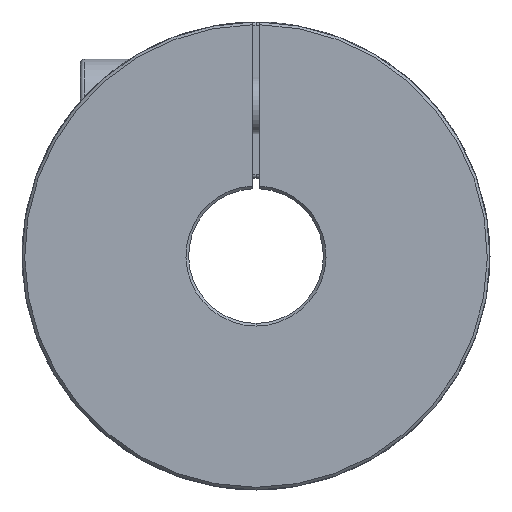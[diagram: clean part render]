
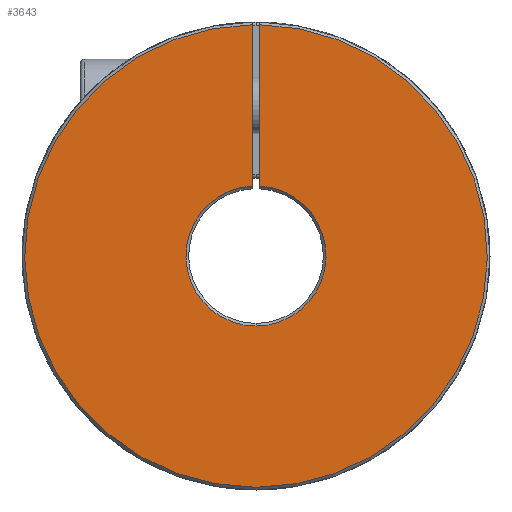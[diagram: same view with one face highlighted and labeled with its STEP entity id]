
A CAD part, left-side view. The second image highlights one B-rep face of the part: STEP entity #3643.
In plain terms, the highlighted planar face has unit normal (-1, 0, 0).
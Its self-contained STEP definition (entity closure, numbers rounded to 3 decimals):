
#55 = CIRCLE ( 'NONE', #9219, 9.881 ) ;
#119 = LINE ( 'NONE', #1368, #125 ) ;
#121 = VECTOR ( 'NONE', #1356, 1000. ) ;
#123 = LINE ( 'NONE', #1355, #121 ) ;
#125 = VECTOR ( 'NONE', #1369, 1000. ) ;
#134 = CIRCLE ( 'NONE', #9261, 9.881 ) ;
#136 = CIRCLE ( 'NONE', #9259, 32.619 ) ;
#1037 = CARTESIAN_POINT ( 'NONE',  ( -31., 0., 0. ) ) ;
#1038 = DIRECTION ( 'NONE',  ( -1., 0., 0. ) ) ;
#1039 = DIRECTION ( 'NONE',  ( 0., 0., -1. ) ) ;
#1355 = CARTESIAN_POINT ( 'NONE',  ( -31., 0.5, 0. ) ) ;
#1356 = DIRECTION ( 'NONE',  ( 0., 0., 1. ) ) ;
#1361 = CARTESIAN_POINT ( 'NONE',  ( -31., 0., 0. ) ) ;
#1362 = DIRECTION ( 'NONE',  ( -1., 0., 0. ) ) ;
#1363 = DIRECTION ( 'NONE',  ( 0., 0., -1. ) ) ;
#1364 = CARTESIAN_POINT ( 'NONE',  ( -31., 0., 0. ) ) ;
#1366 = DIRECTION ( 'NONE',  ( 1., 0., 0. ) ) ;
#1367 = DIRECTION ( 'NONE',  ( 0., 0., -1. ) ) ;
#1368 = CARTESIAN_POINT ( 'NONE',  ( -31., -0.5, 0. ) ) ;
#1369 = DIRECTION ( 'NONE',  ( 0., 0., 1. ) ) ;
#2380 = CARTESIAN_POINT ( 'NONE',  ( -31., -0.5, 32.615 ) ) ;
#2381 = CARTESIAN_POINT ( 'NONE',  ( -31., 0.5, 9.868 ) ) ;
#2382 = CARTESIAN_POINT ( 'NONE',  ( -31., 0.5, 32.615 ) ) ;
#3643 = ADVANCED_FACE ( 'NONE', ( #7595 ), #8815, .T. ) ;
#3924 = VERTEX_POINT ( 'NONE', #9552 ) ;
#3925 = VERTEX_POINT ( 'NONE', #9553 ) ;
#4231 = EDGE_CURVE ( 'NONE', #3924, #3925, #55, .T. ) ;
#4950 = EDGE_LOOP ( 'NONE', ( #5785, #5786, #5787, #5788, #5789 ) ) ;
#5319 = EDGE_CURVE ( 'NONE', #5568, #5569, #123, .T. ) ;
#5322 = EDGE_CURVE ( 'NONE', #5568, #3924, #134, .T. ) ;
#5323 = EDGE_CURVE ( 'NONE', #5567, #5569, #136, .T. ) ;
#5324 = EDGE_CURVE ( 'NONE', #3925, #5567, #119, .T. ) ;
#5567 = VERTEX_POINT ( 'NONE', #2380 ) ;
#5568 = VERTEX_POINT ( 'NONE', #2381 ) ;
#5569 = VERTEX_POINT ( 'NONE', #2382 ) ;
#5785 = ORIENTED_EDGE ( 'NONE', *, *, #5324, .F. ) ;
#5786 = ORIENTED_EDGE ( 'NONE', *, *, #4231, .F. ) ;
#5787 = ORIENTED_EDGE ( 'NONE', *, *, #5322, .F. ) ;
#5788 = ORIENTED_EDGE ( 'NONE', *, *, #5319, .T. ) ;
#5789 = ORIENTED_EDGE ( 'NONE', *, *, #5323, .F. ) ;
#7595 = FACE_OUTER_BOUND ( 'NONE', #4950, .T. ) ;
#8814 = CARTESIAN_POINT ( 'NONE',  ( -31., 0., 0. ) ) ;
#8815 = PLANE ( 'NONE',  #9044 ) ;
#8820 = DIRECTION ( 'NONE',  ( -1., 0., 0. ) ) ;
#8821 = DIRECTION ( 'NONE',  ( 0., 0., -1. ) ) ;
#9044 = AXIS2_PLACEMENT_3D ( 'NONE', #8814, #8820, #8821 ) ;
#9219 = AXIS2_PLACEMENT_3D ( 'NONE', #1037, #1038, #1039 ) ;
#9259 = AXIS2_PLACEMENT_3D ( 'NONE', #1364, #1366, #1367 ) ;
#9261 = AXIS2_PLACEMENT_3D ( 'NONE', #1361, #1362, #1363 ) ;
#9552 = CARTESIAN_POINT ( 'NONE',  ( -31., 0., -9.881 ) ) ;
#9553 = CARTESIAN_POINT ( 'NONE',  ( -31., -0.5, 9.868 ) ) ;
